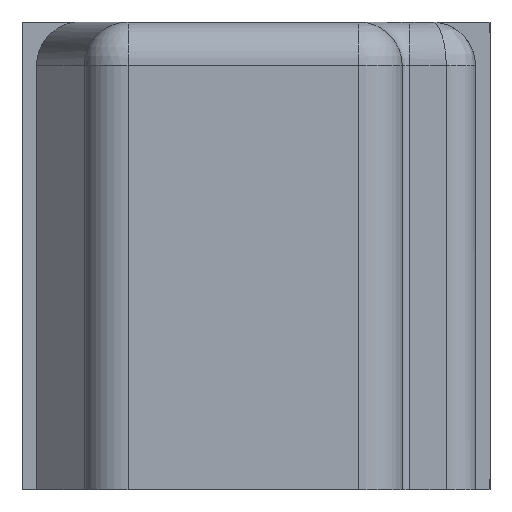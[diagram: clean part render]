
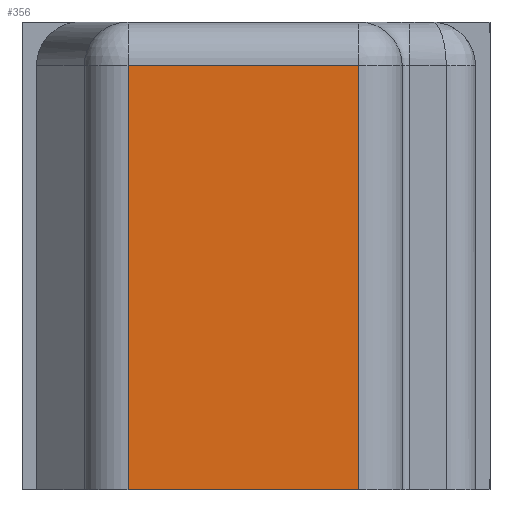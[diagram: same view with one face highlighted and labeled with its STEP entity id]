
A CAD part, front view. The second image highlights one B-rep face of the part: STEP entity #356.
In plain terms, the highlighted planar face has unit normal (0, -1, 0).
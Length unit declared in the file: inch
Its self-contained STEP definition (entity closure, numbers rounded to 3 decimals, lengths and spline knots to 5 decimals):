
#320=AXIS2_PLACEMENT_3D('Plane Axis2P3D',#317,#318,#319) ;
#317=CARTESIAN_POINT('Axis2P3D Location',(0.,-6.625,0.)) ;
#322=CARTESIAN_POINT('Line Origine',(-1.48447,-6.625,-0.09375)) ;
#326=CARTESIAN_POINT('Vertex',(-1.48447,-6.625,0.8125)) ;
#328=CARTESIAN_POINT('Vertex',(-1.48447,-6.625,-1.)) ;
#331=CARTESIAN_POINT('Line Origine',(-0.99223,-6.625,-1.)) ;
#335=CARTESIAN_POINT('Vertex',(-0.5,-6.625,-1.)) ;
#338=CARTESIAN_POINT('Line Origine',(-0.5,-6.625,-0.09375)) ;
#342=CARTESIAN_POINT('Vertex',(-0.5,-6.625,0.8125)) ;
#345=CARTESIAN_POINT('Line Origine',(-0.99223,-6.625,0.8125)) ;
#318=DIRECTION('Axis2P3D Direction',(0.,-1.,0.)) ;
#319=DIRECTION('Axis2P3D XDirection',(0.,0.,1.)) ;
#323=DIRECTION('Vector Direction',(0.,0.,1.)) ;
#332=DIRECTION('Vector Direction',(1.,0.,0.)) ;
#339=DIRECTION('Vector Direction',(0.,0.,1.)) ;
#346=DIRECTION('Vector Direction',(-1.,0.,0.)) ;
#324=VECTOR('Line Direction',#323,0.03937) ;
#333=VECTOR('Line Direction',#332,0.03937) ;
#340=VECTOR('Line Direction',#339,0.03937) ;
#347=VECTOR('Line Direction',#346,0.03937) ;
#351=ORIENTED_EDGE('',*,*,#330,.T.) ;
#352=ORIENTED_EDGE('',*,*,#337,.T.) ;
#353=ORIENTED_EDGE('',*,*,#344,.F.) ;
#354=ORIENTED_EDGE('',*,*,#349,.F.) ;
#356=ADVANCED_FACE('MASTER MODEL',(#355),#321,.T.) ;
#330=EDGE_CURVE('',#327,#329,#325,.F.) ;
#337=EDGE_CURVE('',#329,#336,#334,.T.) ;
#344=EDGE_CURVE('',#343,#336,#341,.F.) ;
#349=EDGE_CURVE('',#327,#343,#348,.F.) ;
#350=EDGE_LOOP('',(#351,#352,#353,#354)) ;
#355=FACE_OUTER_BOUND('',#350,.T.) ;
#325=LINE('Line',#322,#324) ;
#334=LINE('Line',#331,#333) ;
#341=LINE('Line',#338,#340) ;
#348=LINE('Line',#345,#347) ;
#321=PLANE('',#320) ;
#327=VERTEX_POINT('',#326) ;
#329=VERTEX_POINT('',#328) ;
#336=VERTEX_POINT('',#335) ;
#343=VERTEX_POINT('',#342) ;
